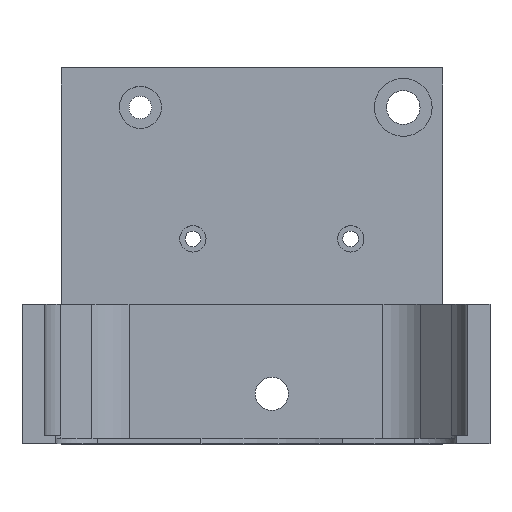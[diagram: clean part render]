
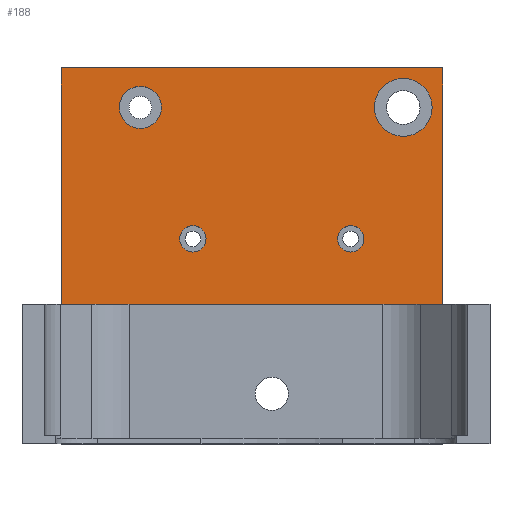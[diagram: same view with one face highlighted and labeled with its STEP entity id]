
A CAD part, top view. The second image highlights one B-rep face of the part: STEP entity #188.
In plain terms, the highlighted planar face has unit normal (0, 0, 1).
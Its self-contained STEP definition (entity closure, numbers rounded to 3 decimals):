
#8 = EDGE_CURVE ( 'NONE', #128, #139, #612, .T. ) ;
#9 = EDGE_CURVE ( 'NONE', #12, #10, #162, .T. ) ;
#10 = VERTEX_POINT ( 'NONE', #613 ) ;
#12 = VERTEX_POINT ( 'NONE', #807 ) ;
#61 = VERTEX_POINT ( 'NONE', #1004 ) ;
#67 = EDGE_CURVE ( 'NONE', #61, #68, #790, .T. ) ;
#68 = VERTEX_POINT ( 'NONE', #927 ) ;
#101 = ORIENTED_EDGE ( 'NONE', *, *, #193, .F. ) ;
#112 = ORIENTED_EDGE ( 'NONE', *, *, #67, .F. ) ;
#113 = ORIENTED_EDGE ( 'NONE', *, *, #9, .T. ) ;
#115 = DIRECTION ( 'NONE',  ( -1., 0., 0. ) ) ;
#116 = AXIS2_PLACEMENT_3D ( 'NONE', #161, #119, #115 ) ;
#119 = DIRECTION ( 'NONE',  ( 0., 0., -1. ) ) ;
#128 = VERTEX_POINT ( 'NONE', #935 ) ;
#139 = VERTEX_POINT ( 'NONE', #881 ) ;
#141 = EDGE_CURVE ( 'NONE', #148, #143, #897, .T. ) ;
#143 = VERTEX_POINT ( 'NONE', #841 ) ;
#148 = VERTEX_POINT ( 'NONE', #1096 ) ;
#161 = CARTESIAN_POINT ( 'NONE',  ( -25., 64., 12. ) ) ;
#162 = CIRCLE ( 'NONE', #116, 4. ) ;
#169 = ORIENTED_EDGE ( 'NONE', *, *, #141, .F. ) ;
#170 = ORIENTED_EDGE ( 'NONE', *, *, #180, .T. ) ;
#171 = EDGE_CURVE ( 'NONE', #196, #189, #1094, .T. ) ;
#172 = ORIENTED_EDGE ( 'NONE', *, *, #195, .T. ) ;
#173 = ORIENTED_EDGE ( 'NONE', *, *, #8, .T. ) ;
#174 = ORIENTED_EDGE ( 'NONE', *, *, #171, .T. ) ;
#175 = VERTEX_POINT ( 'NONE', #1077 ) ;
#176 = EDGE_CURVE ( 'NONE', #189, #178, #1046, .T. ) ;
#177 = EDGE_CURVE ( 'NONE', #139, #128, #1091, .T. ) ;
#178 = VERTEX_POINT ( 'NONE', #1088 ) ;
#179 = ORIENTED_EDGE ( 'NONE', *, *, #176, .T. ) ;
#180 = EDGE_CURVE ( 'NONE', #178, #175, #1066, .T. ) ;
#181 = ORIENTED_EDGE ( 'NONE', *, *, #177, .T. ) ;
#182 = EDGE_CURVE ( 'NONE', #175, #196, #1073, .T. ) ;
#184 = EDGE_LOOP ( 'NONE', ( #113, #172 ) ) ;
#187 = EDGE_LOOP ( 'NONE', ( #101, #169 ) ) ;
#188 = ADVANCED_FACE ( 'NONE', ( #1036, #1070, #1072, #1089, #1030 ), #848, .F. ) ;
#189 = VERTEX_POINT ( 'NONE', #1035 ) ;
#190 = ORIENTED_EDGE ( 'NONE', *, *, #192, .F. ) ;
#191 = EDGE_LOOP ( 'NONE', ( #173, #181 ) ) ;
#192 = EDGE_CURVE ( 'NONE', #68, #61, #1351, .T. ) ;
#193 = EDGE_CURVE ( 'NONE', #143, #148, #1324, .T. ) ;
#194 = EDGE_LOOP ( 'NONE', ( #174, #179, #170, #493 ) ) ;
#195 = EDGE_CURVE ( 'NONE', #10, #12, #1294, .T. ) ;
#196 = VERTEX_POINT ( 'NONE', #1133 ) ;
#199 = EDGE_LOOP ( 'NONE', ( #190, #112 ) ) ;
#493 = ORIENTED_EDGE ( 'NONE', *, *, #182, .T. ) ;
#609 = DIRECTION ( 'NONE',  ( -1., 0., 0. ) ) ;
#610 = DIRECTION ( 'NONE',  ( 0., 0., -1. ) ) ;
#611 = AXIS2_PLACEMENT_3D ( 'NONE', #617, #610, #609 ) ;
#612 = CIRCLE ( 'NONE', #611, 5.5 ) ;
#613 = CARTESIAN_POINT ( 'NONE',  ( -29., 64., 12. ) ) ;
#617 = CARTESIAN_POINT ( 'NONE',  ( 25., 64., 12. ) ) ;
#790 = CIRCLE ( 'NONE', #791, 2.5 ) ;
#791 = AXIS2_PLACEMENT_3D ( 'NONE', #995, #926, #925 ) ;
#807 = CARTESIAN_POINT ( 'NONE',  ( -21., 64., 12. ) ) ;
#839 = DIRECTION ( 'NONE',  ( 0., 0., -1. ) ) ;
#840 = CARTESIAN_POINT ( 'NONE',  ( 41.5, -97.655, 12. ) ) ;
#841 = CARTESIAN_POINT ( 'NONE',  ( 17.5, 39., 12. ) ) ;
#842 = DIRECTION ( 'NONE',  ( -1., 0., 0. ) ) ;
#843 = DIRECTION ( 'NONE',  ( 1., 0., 0. ) ) ;
#844 = DIRECTION ( 'NONE',  ( 0., 0., 1. ) ) ;
#845 = AXIS2_PLACEMENT_3D ( 'NONE', #840, #839, #842 ) ;
#848 = PLANE ( 'NONE',  #845 ) ;
#853 = CARTESIAN_POINT ( 'NONE',  ( 15., 39., 12. ) ) ;
#879 = AXIS2_PLACEMENT_3D ( 'NONE', #853, #844, #843 ) ;
#881 = CARTESIAN_POINT ( 'NONE',  ( 19.5, 64., 12. ) ) ;
#897 = CIRCLE ( 'NONE', #879, 2.5 ) ;
#925 = DIRECTION ( 'NONE',  ( 1., 0., 0. ) ) ;
#926 = DIRECTION ( 'NONE',  ( 0., 0., 1. ) ) ;
#927 = CARTESIAN_POINT ( 'NONE',  ( -12.5, 39., 12. ) ) ;
#935 = CARTESIAN_POINT ( 'NONE',  ( 30.5, 64., 12. ) ) ;
#995 = CARTESIAN_POINT ( 'NONE',  ( -15., 39., 12. ) ) ;
#1004 = CARTESIAN_POINT ( 'NONE',  ( -17.5, 39., 12. ) ) ;
#1028 = DIRECTION ( 'NONE',  ( 1., 0., 0. ) ) ;
#1029 = CARTESIAN_POINT ( 'NONE',  ( 41.5, 26.5, 12. ) ) ;
#1030 = FACE_BOUND ( 'NONE', #191, .T. ) ;
#1031 = VECTOR ( 'NONE', #1028, 1000. ) ;
#1032 = DIRECTION ( 'NONE',  ( 0., 1., 0. ) ) ;
#1033 = VECTOR ( 'NONE', #1032, 1000. ) ;
#1034 = CARTESIAN_POINT ( 'NONE',  ( 32.5, -97.655, 12. ) ) ;
#1035 = CARTESIAN_POINT ( 'NONE',  ( -40., 71.5, 12. ) ) ;
#1036 = FACE_BOUND ( 'NONE', #199, .T. ) ;
#1046 = LINE ( 'NONE', #1065, #1071 ) ;
#1064 = DIRECTION ( 'NONE',  ( 0., -1., 0. ) ) ;
#1065 = CARTESIAN_POINT ( 'NONE',  ( -40., -97.655, 12. ) ) ;
#1066 = LINE ( 'NONE', #1029, #1031 ) ;
#1067 = DIRECTION ( 'NONE',  ( -1., 0., 0. ) ) ;
#1068 = AXIS2_PLACEMENT_3D ( 'NONE', #1095, #1076, #1075 ) ;
#1070 = FACE_BOUND ( 'NONE', #187, .T. ) ;
#1071 = VECTOR ( 'NONE', #1064, 1000. ) ;
#1072 = FACE_BOUND ( 'NONE', #184, .T. ) ;
#1073 = LINE ( 'NONE', #1034, #1033 ) ;
#1075 = DIRECTION ( 'NONE',  ( -1., 0., 0. ) ) ;
#1076 = DIRECTION ( 'NONE',  ( 0., 0., -1. ) ) ;
#1077 = CARTESIAN_POINT ( 'NONE',  ( 32.5, 26.5, 12. ) ) ;
#1088 = CARTESIAN_POINT ( 'NONE',  ( -40., 26.5, 12. ) ) ;
#1089 = FACE_OUTER_BOUND ( 'NONE', #194, .T. ) ;
#1091 = CIRCLE ( 'NONE', #1068, 5.5 ) ;
#1092 = VECTOR ( 'NONE', #1067, 1000. ) ;
#1093 = CARTESIAN_POINT ( 'NONE',  ( 41.5, 71.5, 12. ) ) ;
#1094 = LINE ( 'NONE', #1093, #1092 ) ;
#1095 = CARTESIAN_POINT ( 'NONE',  ( 25., 64., 12. ) ) ;
#1096 = CARTESIAN_POINT ( 'NONE',  ( 12.5, 39., 12. ) ) ;
#1124 = DIRECTION ( 'NONE',  ( -1., 0., 0. ) ) ;
#1125 = DIRECTION ( 'NONE',  ( 0., 0., -1. ) ) ;
#1129 = DIRECTION ( 'NONE',  ( 1., 0., 0. ) ) ;
#1130 = DIRECTION ( 'NONE',  ( 0., 0., 1. ) ) ;
#1131 = AXIS2_PLACEMENT_3D ( 'NONE', #1137, #1130, #1129 ) ;
#1133 = CARTESIAN_POINT ( 'NONE',  ( 32.5, 71.5, 12. ) ) ;
#1134 = CARTESIAN_POINT ( 'NONE',  ( -25., 64., 12. ) ) ;
#1137 = CARTESIAN_POINT ( 'NONE',  ( 15., 39., 12. ) ) ;
#1294 = CIRCLE ( 'NONE', #1295, 4. ) ;
#1295 = AXIS2_PLACEMENT_3D ( 'NONE', #1134, #1125, #1124 ) ;
#1323 = CARTESIAN_POINT ( 'NONE',  ( -15., 39., 12. ) ) ;
#1324 = CIRCLE ( 'NONE', #1131, 2.5 ) ;
#1348 = DIRECTION ( 'NONE',  ( 1., 0., 0. ) ) ;
#1349 = DIRECTION ( 'NONE',  ( 0., 0., 1. ) ) ;
#1350 = AXIS2_PLACEMENT_3D ( 'NONE', #1323, #1349, #1348 ) ;
#1351 = CIRCLE ( 'NONE', #1350, 2.5 ) ;
